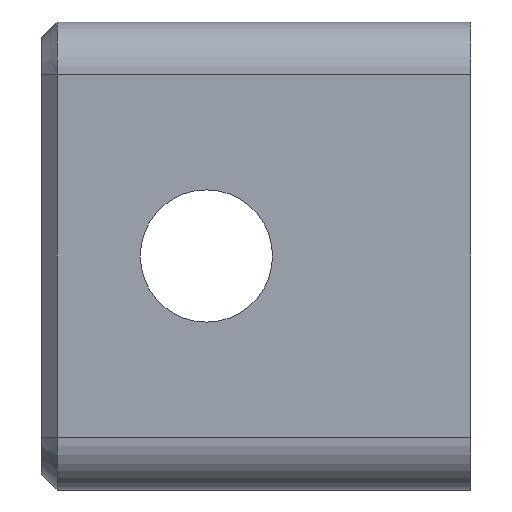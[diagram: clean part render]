
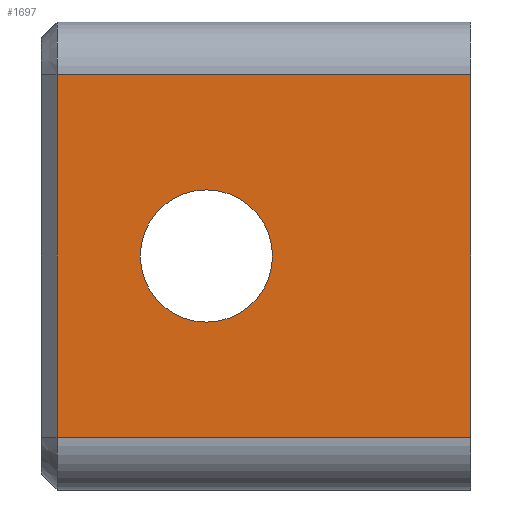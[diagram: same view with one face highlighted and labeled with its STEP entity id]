
A CAD part, left-side view. The second image highlights one B-rep face of the part: STEP entity #1697.
In plain terms, the highlighted planar face has unit normal (-1, 0, 0).
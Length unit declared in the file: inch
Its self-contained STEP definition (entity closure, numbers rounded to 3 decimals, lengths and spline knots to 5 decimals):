
#34 = VECTOR ( 'NONE', #1065, 39.37008 ) ;
#40 = EDGE_CURVE ( 'NONE', #471, #1551, #1864, .T. ) ;
#44 = CARTESIAN_POINT ( 'NONE',  ( -0.9425, -0.375, 0.3425 ) ) ;
#57 = FACE_BOUND ( 'NONE', #1294, .T. ) ;
#136 = CARTESIAN_POINT ( 'NONE',  ( -0.9425, -0.375, -0.3425 ) ) ;
#175 = EDGE_CURVE ( 'NONE', #285, #1862, #1243, .T. ) ;
#176 = DIRECTION ( 'NONE',  ( 0., 1., 0. ) ) ;
#177 = VECTOR ( 'NONE', #928, 39.37008 ) ;
#190 = DIRECTION ( 'NONE',  ( 0., 0., -1. ) ) ;
#192 = DIRECTION ( 'NONE',  ( 1., 0., 0. ) ) ;
#203 = CARTESIAN_POINT ( 'NONE',  ( -0.9425, 0.125, 0. ) ) ;
#215 = DIRECTION ( 'NONE',  ( 0., 0., -1. ) ) ;
#226 = DIRECTION ( 'NONE',  ( 1., 0., 0. ) ) ;
#285 = VERTEX_POINT ( 'NONE', #1445 ) ;
#364 = CARTESIAN_POINT ( 'NONE',  ( -0.9425, 0.375, -0.3425 ) ) ;
#432 = CARTESIAN_POINT ( 'NONE',  ( -0.9425, 0.4075, 0.3425 ) ) ;
#436 = EDGE_CURVE ( 'NONE', #1655, #1764, #1766, .T. ) ;
#471 = VERTEX_POINT ( 'NONE', #896 ) ;
#481 = DIRECTION ( 'NONE',  ( 0., 0., -1. ) ) ;
#482 = ORIENTED_EDGE ( 'NONE', *, *, #588, .T. ) ;
#501 = DIRECTION ( 'NONE',  ( 1., 0., 0. ) ) ;
#519 = DIRECTION ( 'NONE',  ( 0., -1., 0. ) ) ;
#588 = EDGE_CURVE ( 'NONE', #1764, #285, #1651, .T. ) ;
#853 = ORIENTED_EDGE ( 'NONE', *, *, #940, .T. ) ;
#896 = CARTESIAN_POINT ( 'NONE',  ( -0.9425, 0.125, -0.125 ) ) ;
#925 = PLANE ( 'NONE',  #1300 ) ;
#928 = DIRECTION ( 'NONE',  ( 0., 0., 1. ) ) ;
#940 = EDGE_CURVE ( 'NONE', #1551, #471, #1830, .T. ) ;
#1000 = EDGE_CURVE ( 'NONE', #1862, #1655, #1801, .T. ) ;
#1054 = ORIENTED_EDGE ( 'NONE', *, *, #436, .T. ) ;
#1065 = DIRECTION ( 'NONE',  ( 0., 0., -1. ) ) ;
#1076 = CARTESIAN_POINT ( 'NONE',  ( -0.9425, 0.4075, -0.3425 ) ) ;
#1098 = AXIS2_PLACEMENT_3D ( 'NONE', #203, #226, #481 ) ;
#1103 = ORIENTED_EDGE ( 'NONE', *, *, #40, .T. ) ;
#1143 = EDGE_LOOP ( 'NONE', ( #1054, #482, #1746, #1245 ) ) ;
#1177 = CARTESIAN_POINT ( 'NONE',  ( -0.9425, 0.375, 0.3425 ) ) ;
#1243 = LINE ( 'NONE', #364, #1584 ) ;
#1245 = ORIENTED_EDGE ( 'NONE', *, *, #1000, .T. ) ;
#1294 = EDGE_LOOP ( 'NONE', ( #1103, #853 ) ) ;
#1300 = AXIS2_PLACEMENT_3D ( 'NONE', #1691, #501, #190 ) ;
#1384 = CARTESIAN_POINT ( 'NONE',  ( -0.9425, 0.125, 0. ) ) ;
#1445 = CARTESIAN_POINT ( 'NONE',  ( -0.9425, 0.4075, -0.3425 ) ) ;
#1526 = AXIS2_PLACEMENT_3D ( 'NONE', #1384, #192, #215 ) ;
#1533 = CARTESIAN_POINT ( 'NONE',  ( -0.9425, -0.375, -0.4425 ) ) ;
#1551 = VERTEX_POINT ( 'NONE', #1739 ) ;
#1561 = VECTOR ( 'NONE', #176, 39.37008 ) ;
#1584 = VECTOR ( 'NONE', #519, 39.37008 ) ;
#1647 = FACE_OUTER_BOUND ( 'NONE', #1143, .T. ) ;
#1651 = LINE ( 'NONE', #1076, #34 ) ;
#1655 = VERTEX_POINT ( 'NONE', #44 ) ;
#1691 = CARTESIAN_POINT ( 'NONE',  ( -0.9425, 0.375, -0.4425 ) ) ;
#1697 = ADVANCED_FACE ( 'NONE', ( #57, #1647 ), #925, .F. ) ;
#1739 = CARTESIAN_POINT ( 'NONE',  ( -0.9425, 0.125, 0.125 ) ) ;
#1746 = ORIENTED_EDGE ( 'NONE', *, *, #175, .T. ) ;
#1764 = VERTEX_POINT ( 'NONE', #432 ) ;
#1766 = LINE ( 'NONE', #1177, #1561 ) ;
#1801 = LINE ( 'NONE', #1533, #177 ) ;
#1830 = CIRCLE ( 'NONE', #1098, 0.125 ) ;
#1862 = VERTEX_POINT ( 'NONE', #136 ) ;
#1864 = CIRCLE ( 'NONE', #1526, 0.125 ) ;
